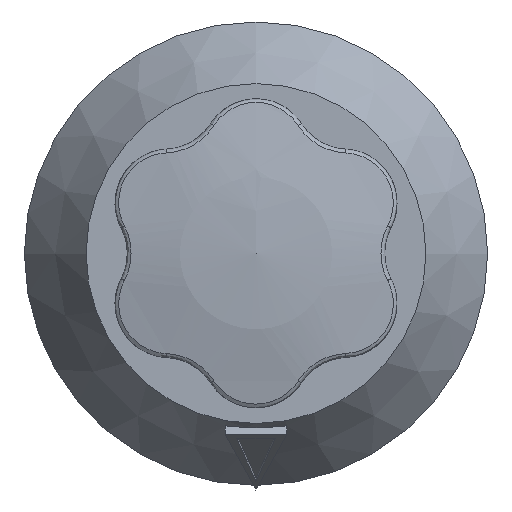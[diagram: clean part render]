
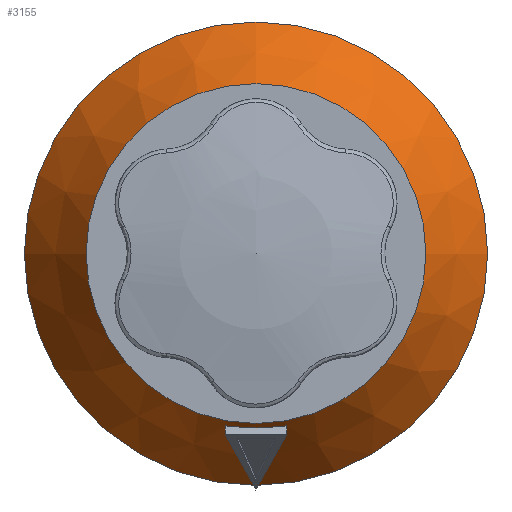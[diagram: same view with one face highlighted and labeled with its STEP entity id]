
A CAD part, top view. The second image highlights one B-rep face of the part: STEP entity #3155.
In plain terms, the highlighted conical face has half-angle 33.69 degrees and reference radius 15 mm.
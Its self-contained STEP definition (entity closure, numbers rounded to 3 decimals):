
#32=ELLIPSE('',#3329,24.397,18.184);
#39=CONICAL_SURFACE('',#3336,15.,0.588);
#167=CIRCLE('',#3335,15.);
#168=CIRCLE('',#3337,11.);
#287=B_SPLINE_CURVE_WITH_KNOTS('',3,(#5309,#5310,#5311,#5312),
 .UNSPECIFIED.,.F.,.F.,(4,4),(0.,0.007),
 .UNSPECIFIED.);
#288=B_SPLINE_CURVE_WITH_KNOTS('',3,(#5324,#5325,#5326,#5327),
 .UNSPECIFIED.,.F.,.F.,(4,4),(0.,0.007),
 .UNSPECIFIED.);
#803=ORIENTED_EDGE('',*,*,#1192,.F.);
#804=ORIENTED_EDGE('',*,*,#1189,.F.);
#805=ORIENTED_EDGE('',*,*,#1186,.F.);
#806=ORIENTED_EDGE('',*,*,#1197,.F.);
#807=ORIENTED_EDGE('',*,*,#1196,.T.);
#1186=EDGE_CURVE('',#1412,#1414,#287,.T.);
#1189=EDGE_CURVE('',#1414,#1416,#32,.T.);
#1192=EDGE_CURVE('',#1416,#1412,#288,.T.);
#1196=EDGE_CURVE('',#1420,#1420,#167,.T.);
#1197=EDGE_CURVE('',#1421,#1421,#168,.T.);
#1412=VERTEX_POINT('',#5307);
#1414=VERTEX_POINT('',#5313);
#1416=VERTEX_POINT('',#5319);
#1420=VERTEX_POINT('',#5336);
#1421=VERTEX_POINT('',#5339);
#1825=EDGE_LOOP('',(#803,#804,#805));
#1826=EDGE_LOOP('',(#806));
#1827=EDGE_LOOP('',(#807));
#1996=FACE_BOUND('',#1825,.T.);
#1997=FACE_BOUND('',#1826,.T.);
#1998=FACE_BOUND('',#1827,.T.);
#3155=ADVANCED_FACE('',(#1996,#1997,#1998),#39,.T.);
#3329=AXIS2_PLACEMENT_3D('',#5318,#3749,#3750);
#3335=AXIS2_PLACEMENT_3D('',#5335,#3764,#3765);
#3336=AXIS2_PLACEMENT_3D('',#5337,#3766,#3767);
#3337=AXIS2_PLACEMENT_3D('',#5338,#3768,#3769);
#3749=DIRECTION('',(0.,-0.555,-0.832));
#3750=DIRECTION('',(0.,0.832,-0.555));
#3764=DIRECTION('',(0.,0.,1.));
#3765=DIRECTION('',(1.,0.,0.));
#3766=DIRECTION('',(0.,0.,-1.));
#3767=DIRECTION('',(-1.,0.,0.));
#3768=DIRECTION('',(0.,0.,1.));
#3769=DIRECTION('',(1.,0.,0.));
#5307=CARTESIAN_POINT('',(0.,-14.883,-5.824));
#5309=CARTESIAN_POINT('',(0.,-14.883,-5.824));
#5310=CARTESIAN_POINT('',(0.667,-13.68,-4.021));
#5311=CARTESIAN_POINT('',(1.334,-12.451,-2.236));
#5312=CARTESIAN_POINT('',(2.,-11.154,-0.498));
#5313=CARTESIAN_POINT('',(2.,-11.154,-0.498));
#5318=CARTESIAN_POINT('',(0.,9.022,-13.949));
#5319=CARTESIAN_POINT('',(-2.,-11.154,-0.498));
#5324=CARTESIAN_POINT('',(-2.,-11.154,-0.498));
#5325=CARTESIAN_POINT('',(-1.334,-12.451,-2.236));
#5326=CARTESIAN_POINT('',(-0.667,-13.68,-4.021));
#5327=CARTESIAN_POINT('',(0.,-14.883,-5.824));
#5335=CARTESIAN_POINT('',(0.,0.,-6.));
#5336=CARTESIAN_POINT('',(15.,0.,-6.));
#5337=CARTESIAN_POINT('',(0.,0.,-6.));
#5338=CARTESIAN_POINT('',(0.,0.,0.));
#5339=CARTESIAN_POINT('',(11.,0.,0.));
